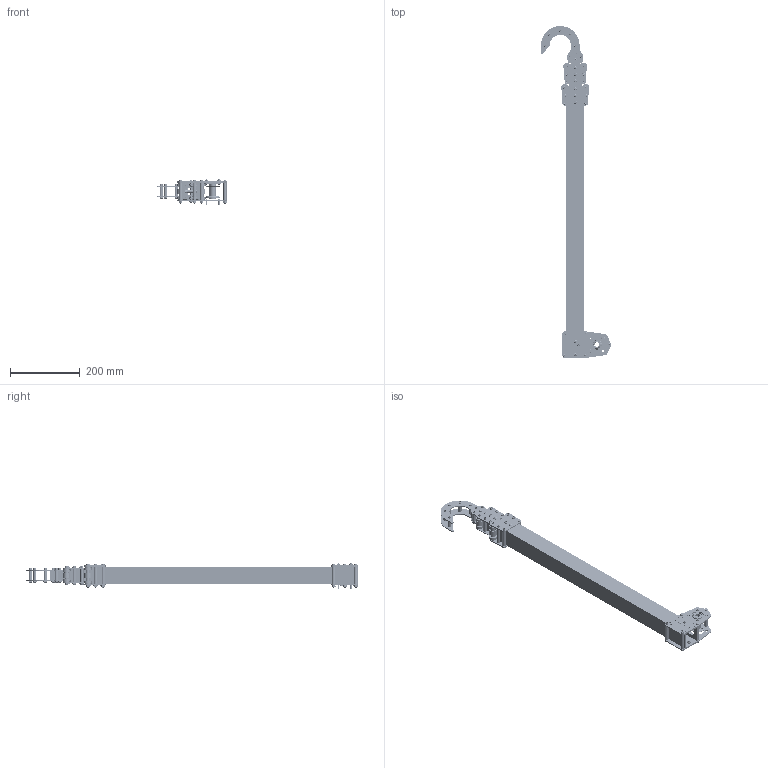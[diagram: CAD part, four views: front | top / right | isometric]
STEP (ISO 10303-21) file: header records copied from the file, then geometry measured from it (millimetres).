
FILE_DESCRIPTION (( 'STEP AP214' ), '1' );
FILE_NAME ('am-4668 2 Stage Climber in a Box.STEP', '2022-09-20T19:16:22', ( '' ), ( '' ), 'SwSTEP 2.0', 'SolidWorks 2022', '' );
FILE_SCHEMA (( 'AUTOMOTIVE_DESIGN' ));
Length unit declared in the file: inch
Products named in the file (42): SH8J30 Spring; am-4661 1.5in to 1.0in Tubing Bearing Kit; 10-32x2500_shcs_HX-SHCS 0.19-32x1.375x1-C; FHCS 10-32x0.50_SCHCSCREW 0.19-32x0.75x0.75-HX-C; am-xxxx 30mmt x 8.3mm id x 12mmod 13ME091 Nylon Spacer; 1.5x1.5 Example Tube; 1.125 1.75in Bearing Plate; am-4630 1x1 Clamp Slider Block; am-4660 Climber in a Box Hook Kit; am-xxxx 2.00t x .192id x.313od Aluminum Spacer; 1x1 Simple Example Tube; 10 Washer am-1026; am-4662 2.0in to 1.5in Climber in a Box Bearing Assembly; 10-32x1500_shcs_HX-SHCS 0.19-32x1.375x1-C; am-4644 Climber In A Box 1.5IN Bearing Plate; 90480A195_Low-Strength Steel Hex Nut_90480A195; am-xxxx 1.313t x .192id x .375od AS38-10-84; BHCS 10-32 x 0.375 patch am-1588_92360A244; am-4631 1.5x1.5 Clamp Slider Block; .201ID x .375OD x 2.000 Aluminum Spacer; am-4661 1.0 Nylon Bearing Clamp Sub Assembly; SHCS 10-32 x 2_HX-SHCS 0.19-32x2x1.125-C; am-4456 8 mm ID 22 mm OD Shielded Bearing 608ZZ_57155K629; am-4770 2 x 2 x 30 Full Drilled 2 Stage Tube; 10-32 Nylock Jam Nut_90633A411; am-4646 Climber In A Box Winch Plate; am-4664 2IN Winch Kit; am-xxxx .688t x .375ID x .500OD 13RS050094 Nylon Spacer; am-4662 1.5in Nylon Bearing Clamp Sub Assembly; am-4629 Inside Slider Block; 92510A651_ALUM UNTHRD SPACER_92510A651; am-3876 1000long .192ID Aluminum Spacer; am-4209 0.375od 0.192id .250L; am-4654 Climber In A Box Hook Plate; BHCS 10-32 x 0.5_SBHCSCREW 0.19-32x0.5-HX-C; 92510A571_ALUM UNTHRD SPACER_92510A571; am-4647_2000 Full Winch Spool For 2 in. Box Tube; am-4668 2 Stage Climber in a Box; am-xxxx 5-16OD x .875 10-32 Round AL Standoff_93330A475; am-1009 5-16 flat washer ...
Assembly tree (214 placements, depth 3):
  am-4668 2 Stage Climber in a Box
    am-4770 2 x 2 x 30 Full Drilled 2 Stage Tube
    1.5x1.5 Example Tube
    1x1 Simple Example Tube
    am-4664 2IN Winch Kit
      am-4646 Climber In A Box Winch Plate  x2
      10-32x2500_shcs_HX-SHCS 0.19-32x1.375x1-C  x6
      BHCS 10-32 x 0.5_SBHCSCREW 0.19-32x0.5-HX-C  x8
      10-32 Nylock Jam Nut_90633A411  x12
      .201ID x .375OD x 2.000 Aluminum Spacer  x5
      am-xxxx 1.313t x .192id x .375od AS38-10-84
      am-4209 0.375od 0.192id .250L  x2
      am-2986 FR8ZZ Hex Bearing
      1.125 1.75in Bearing Plate
      am-4647_2000 Full Winch Spool For 2 in. Box Tube
    am-4662 2.0in to 1.5in Climber in a Box Bearing Assembly
      am-4645 Climber In A Box 2.0IN Bearing Plate  x2
      am-4629 Inside Slider Block  x2
      am-1009 5-16 flat washer  x8
      am-4456 8 mm ID 22 mm OD Shielded Bearing 608ZZ_57155K629  x4
      .201ID x .375OD x 2.000 Aluminum Spacer  x4
      10 Washer am-1026  x6
      BHCS 10-32 x 0.375 patch am-1588_92360A244  x8
      90480A195_Low-Strength Steel Hex Nut_90480A195  x6
      SH8J30 Spring  x2
      am-xxxx 30mmt x 8.3mm id x 12mmod 13ME091 Nylon Spacer  x2
      am-xxxx 2.00t x .192id x.313od Aluminum Spacer  x2
      10-32 Nylock Jam Nut_90633A411  x8
      10-32x2500_shcs_HX-SHCS 0.19-32x1.375x1-C  x6
    am-4661 1.5in to 1.0in Tubing Bearing Kit
      am-4644 Climber In A Box 1.5IN Bearing Plate  x2
      SHCS 10-32 x 2_HX-SHCS 0.19-32x2x1.125-C  x6
      10-32 Nylock Jam Nut_90633A411  x8
      BHCS 10-32 x 0.375 patch am-1588_92360A244  x8
      10 Washer am-1026  x6
      92510A651_ALUM UNTHRD SPACER_92510A651  x4
      am-1009 5-16 flat washer  x8
      am-4456 8 mm ID 22 mm OD Shielded Bearing 608ZZ_57155K629  x4
      92510A571_ALUM UNTHRD SPACER_92510A571  x2
      am-xxxx .688t x .375ID x .500OD 13RS050094 Nylon Spacer  x2
      SH8J30 Spring  x2
      am-4629 Inside Slider Block  x2
      90480A195_Low-Strength Steel Hex Nut_90480A195  x6
    am-4660 Climber in a Box Hook Kit
      am-4654 Climber In A Box Hook Plate  x2
      am-3876 1000long .192ID Aluminum Spacer  x7
      10-32 Nylock Jam Nut_90633A411  x9
      10-32x1500_shcs_HX-SHCS 0.19-32x1.375x1-C  x9
    am-4662 1.5in Nylon Bearing Clamp Sub Assembly
      am-4631 1.5x1.5 Clamp Slider Block  x2
      FHCS 10-32x0.50_SCHCSCREW 0.19-32x0.75x0.75-HX-C  x4
      10-32 Nylock Jam Nut_90633A411  x4
    am-4661 1.0 Nylon Bearing Clamp Sub Assembly
      am-4630 1x1 Clamp Slider Block  x2
      FHCS 10-32x0.50_SCHCSCREW 0.19-32x0.75x0.75-HX-C  x4
      am-xxxx 5-16OD x .875 10-32 Round AL Standoff_93330A475
      10-32 Nylock Jam Nut_90633A411  x2
Bounding box: 201.59 x 951.84 x 73.03 mm (x, y, z)
Volume: 865048.5 mm3; surface area: 989078.6 mm2
Topology: 355 solids, 355 shells, 7387 faces, 17499 edges, 10964 vertices
Faces by surface type: plane 2414, cylinder 2071, cone 1688, bspline 841, torus 205, sphere 168
Full cylindrical faces by diameter (mm): 4.091 x43, 4.178 x129, 4.826 x215, 4.877 x18, 4.978 x4, 5.105 x145, 5.156 x12, 6.08 x43, 6.35 x10, 7.937 x27, 7.938 x5, 8 x8, 8.255 x4, 8.3 x2, 8.763 x16, 9.169 x24, 9.525 x25, 10.213 x16, 12 x2, 12.649 x12, 12.7 x2, 13.681 x32, 15.494 x4, 16.319 x32, 17.526 x16, 19.05 x3, 22 x8, 26.035 x2, 28.194 x1, 28.575 x3
Entity records: 64752 total; most frequent: CARTESIAN_POINT 34470, DIRECTION 5973, ORIENTED_EDGE 5204, EDGE_CURVE 2602, AXIS2_PLACEMENT_3D 2407, VERTEX_POINT 1788, EDGE_LOOP 1736, FACE_OUTER_BOUND 1381
